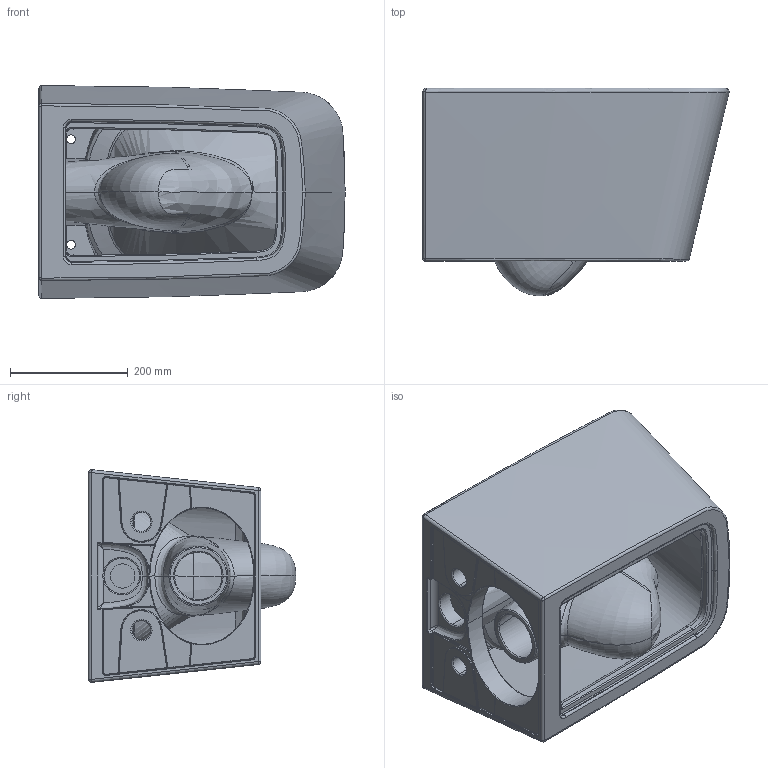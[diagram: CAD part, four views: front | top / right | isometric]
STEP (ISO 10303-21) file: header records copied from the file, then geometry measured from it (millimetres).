
FILE_DESCRIPTION (( 'STEP AP203' ), '1' );
FILE_NAME ('S28R308717P.STEP', '2025-03-10T06:32:42', ( '' ), ( '' ), 'SwSTEP 2.0', 'SolidWorks 2021', '' );
FILE_SCHEMA (( 'CONFIG_CONTROL_DESIGN' ));
Products named in the file (1): S28R308717P
Bounding box: 519.38 x 352.25 x 360.65 mm (x, y, z)
Volume: 11297221.5 mm3; surface area: 1680556.8 mm2
Topology: 1 solids, 2 shells, 429 faces, 1061 edges, 613 vertices
Faces by surface type: bspline 257, cylinder 81, plane 40, torus 35, sphere 16
Entity records: 164871 total; most frequent: CARTESIAN_POINT 156570, ORIENTED_EDGE 2094, DIRECTION 1203, EDGE_CURVE 1047, VERTEX_POINT 613, AXIS2_PLACEMENT_3D 514, B_SPLINE_CURVE_WITH_KNOTS 501, EDGE_LOOP 438
